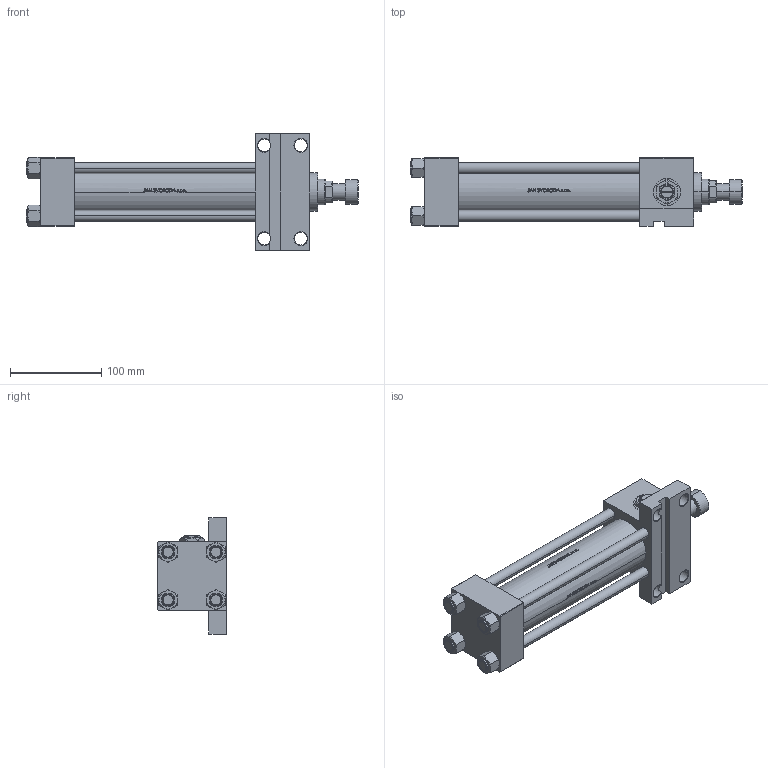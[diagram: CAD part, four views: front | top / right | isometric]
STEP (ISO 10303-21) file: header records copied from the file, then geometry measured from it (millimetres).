
FILE_DESCRIPTION (( 'STEP AP203' ), '1' );
FILE_NAME ('fb35.STEP', '2022-04-16T01:47:54', ( '' ), ( '' ), 'SwSTEP 2.0', 'SolidWorks 2019', '' );
FILE_SCHEMA (( 'CONFIG_CONTROL_DESIGN' ));
Length unit declared in the file: millimetre
Products named in the file (8): V215CR_ROD_END_F d27fcd15545d52ef6fcbe550353753ec; fb35; NUT_M5_F d27fcd15545d52ef6fcbe550353753ec; V215_VC_A d27fcd15545d52ef6fcbe550353753ec; V215CR_VCP_F d27fcd15545d52ef6fcbe550353753ec; V215CR_F_TYCINKA d27fcd15545d52ef6fcbe550353753ec; Zatka_pro_OIL_PORT d27fcd15545d52ef6fcbe550353753ec; V215CR_F_Body d27fcd15545d52ef6fcbe550353753ec
Assembly tree (13 placements, depth 2):
  fb35
    V215CR_F_Body d27fcd15545d52ef6fcbe550353753ec
    V215CR_VCP_F d27fcd15545d52ef6fcbe550353753ec
    V215CR_F_TYCINKA d27fcd15545d52ef6fcbe550353753ec  x4
    NUT_M5_F d27fcd15545d52ef6fcbe550353753ec  x4
    V215_VC_A d27fcd15545d52ef6fcbe550353753ec
    V215CR_ROD_END_F d27fcd15545d52ef6fcbe550353753ec
    Zatka_pro_OIL_PORT d27fcd15545d52ef6fcbe550353753ec
Bounding box: 363 x 75 x 127 mm (x, y, z)
Volume: 941905.8 mm3; surface area: 245195.7 mm2
Topology: 13 solids, 13 shells, 1177 faces, 2960 edges, 1897 vertices
Faces by surface type: plane 467, bspline 380, cone 174, cylinder 144, torus 12
Entity records: 50505 total; most frequent: CARTESIAN_POINT 26692, ORIENTED_EDGE 5412, DIRECTION 3466, EDGE_CURVE 2706, VERTEX_POINT 1753, LINE 1370, VECTOR 1370, EDGE_LOOP 1167
